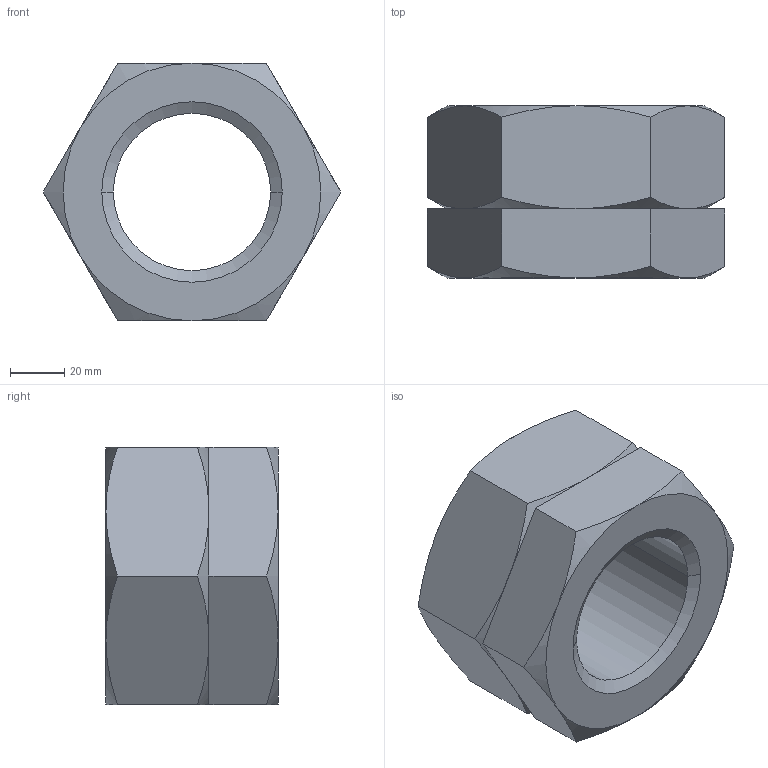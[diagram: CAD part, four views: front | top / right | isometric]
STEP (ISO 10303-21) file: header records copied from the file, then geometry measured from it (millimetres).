
FILE_DESCRIPTION((''),'2;1');
FILE_NAME('0RTHN064_____0','2019-10-29T14:23:33',('kim.bk'),(''),'CREO PARAMETRIC BY PTC INC, 2019010','CREO PARAMETRIC BY PTC INC, 2019010','');
FILE_SCHEMA(('CONFIG_CONTROL_DESIGN'));
Length unit declared in the file: millimetre
Products named in the file (1): 0RTHN064_____0
Bounding box: 109.7 x 63.5 x 95 mm (x, y, z)
Volume: 323130.4 mm3; surface area: 57844.6 mm2
Topology: 2 solids, 2 shells, 329 faces, 902 edges, 596 vertices
Faces by surface type: plane 299, cone 26, cylinder 4
Entity records: 10438 total; most frequent: CARTESIAN_POINT 2067, ORIENTED_EDGE 1804, DIRECTION 1562, EDGE_CURVE 902, VECTOR 828, LINE 828, VERTEX_POINT 596, AXIS2_PLACEMENT_3D 367
